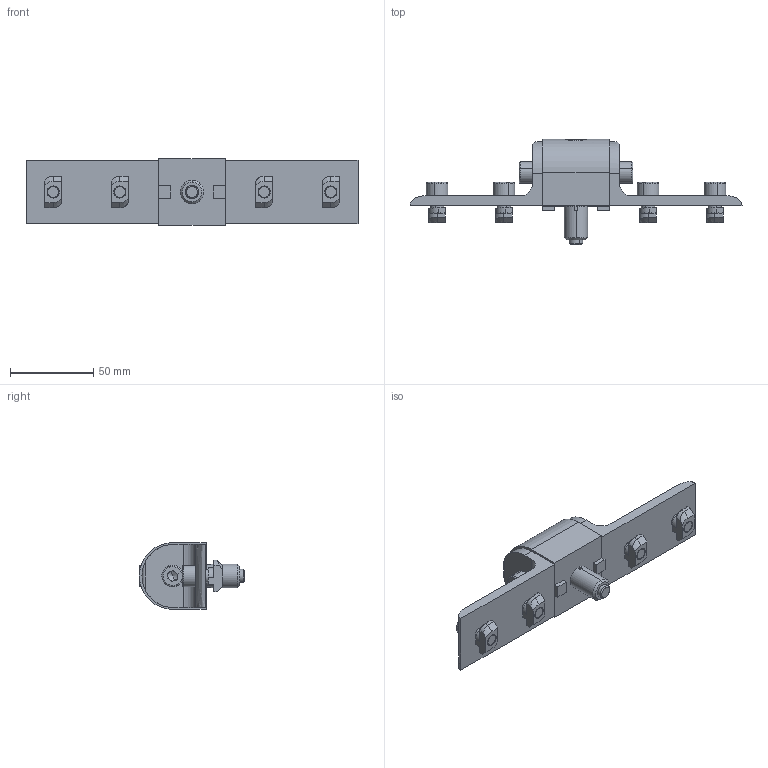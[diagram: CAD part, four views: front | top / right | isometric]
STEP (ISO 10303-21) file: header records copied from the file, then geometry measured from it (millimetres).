
FILE_DESCRIPTION (( 'STEP AP214' ), '1' );
FILE_NAME ('#055 Êîìïëåêò êðîíøòåéíà 40õ40-10-Â ñ óãîëêîì, â òîðåö ïðîôèëÿ.STEP', '2022-06-22T07:42:35', ( 'Ñòàñ' ), ( '' ), 'SwSTEP 2.0', 'SolidWorks 2021', '' );
FILE_SCHEMA (( 'AUTOMOTIVE_DESIGN' ));
Length unit declared in the file: millimetre
Products named in the file (8): A465 Ïîâîðîòíûé êðîíøòåéí 10-B; R10 Âèíò öèëèíäð. ñ âíóòðåííèì øåñò. Ì8 õ55 DIN 912; A459 Ïîâîðîòíûé óãîëîê, ïàç 10; M14 Âèíò öèëèíäð. ñ âíóòðåííèì øåñò. Ì8 õ 18 DIN 912; D10 Âòóëêà ðåçüáîâàÿ Ì14  Ì8_00; D45 Ò-ãàéêà Ì8, ïàç 10_00; D47 Âèíò öèëèíäð. ñ âíóòðåííèì øåñò. Ì8 õ16 DIN 912; #055 Êîìïëåêò êðîíøòåéíà 40õ40-10-Â ñ óãîëêîì, â òîðåö ïðîôèëÿ
Assembly tree (15 placements, depth 2):
  #055 Êîìïëåêò êðîíøòåéíà 40õ40-10-Â ñ óãîëêîì, â òîðåö ïðîôèëÿ
    A465 Ïîâîðîòíûé êðîíøòåéí 10-B
    A459 Ïîâîðîòíûé óãîëîê, ïàç 10  x2
    D45 Ò-ãàéêà Ì8, ïàç 10_00  x4
    M14 Âèíò öèëèíäð. ñ âíóòðåííèì øåñò. Ì8 õ 18 DIN 912  x2
    D47 Âèíò öèëèíäð. ñ âíóòðåííèì øåñò. Ì8 õ16 DIN 912  x4
    R10 Âèíò öèëèíäð. ñ âíóòðåííèì øåñò. Ì8 õ55 DIN 912
    D10 Âòóëêà ðåçüáîâàÿ Ì14  Ì8_00
Bounding box: 199 x 63.15 x 40 mm (x, y, z)
Volume: 120227 mm3; surface area: 43143.4 mm2
Topology: 15 solids, 15 shells, 469 faces, 1164 edges, 723 vertices
Faces by surface type: plane 292, cylinder 85, cone 62, torus 28, bspline 2
Entity records: 6500 total; most frequent: CARTESIAN_POINT 1417, DIRECTION 999, ORIENTED_EDGE 946, EDGE_CURVE 473, AXIS2_PLACEMENT_3D 361, VERTEX_POINT 297, LINE 277, VECTOR 277
